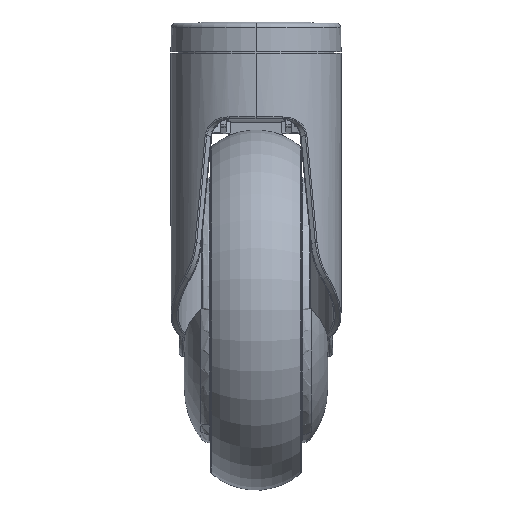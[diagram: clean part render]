
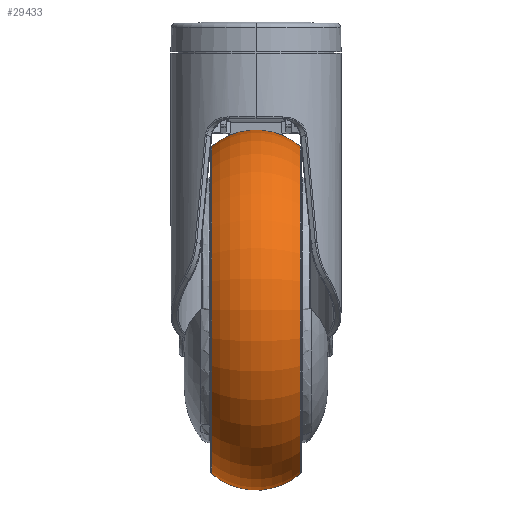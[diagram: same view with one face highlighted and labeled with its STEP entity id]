
A CAD part, top view. The second image highlights one B-rep face of the part: STEP entity #29433.
In plain terms, the highlighted toroidal (fillet/blend) face has major radius 39.5 mm and minor radius 24 mm.
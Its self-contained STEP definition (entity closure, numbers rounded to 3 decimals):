
#458 = ORIENTED_EDGE ( 'NONE', *, *, #18805, .F. ) ;
#538 = EDGE_CURVE ( 'NONE', #28068, #12401, #4592, .T. ) ;
#649 = ORIENTED_EDGE ( 'NONE', *, *, #20061, .F. ) ;
#1415 = CARTESIAN_POINT ( 'NONE',  ( 15.652, -57.694, 0. ) ) ;
#3464 = CARTESIAN_POINT ( 'NONE',  ( 15.652, 57.694, 0. ) ) ;
#3470 = CARTESIAN_POINT ( 'NONE',  ( -15.652, 57.694, 0. ) ) ;
#3975 = DIRECTION ( 'NONE',  ( 1., 0., 0. ) ) ;
#4592 = CIRCLE ( 'NONE', #4620, 57.694 ) ;
#4620 = AXIS2_PLACEMENT_3D ( 'NONE', #17893, #28085, #5242 ) ;
#4944 = CARTESIAN_POINT ( 'NONE',  ( 0., -39.5, 0. ) ) ;
#5242 = DIRECTION ( 'NONE',  ( 0., 1., 0. ) ) ;
#5574 = AXIS2_PLACEMENT_3D ( 'NONE', #7438, #17600, #27794 ) ;
#7438 = CARTESIAN_POINT ( 'NONE',  ( 0., 39.5, 0. ) ) ;
#7559 = ORIENTED_EDGE ( 'NONE', *, *, #20080, .T. ) ;
#8242 = ORIENTED_EDGE ( 'NONE', *, *, #538, .T. ) ;
#9820 = AXIS2_PLACEMENT_3D ( 'NONE', #4944, #15095, #25303 ) ;
#10034 = TOROIDAL_SURFACE ( 'NONE', #28679, 39.5, 24. ) ;
#11386 = AXIS2_PLACEMENT_3D ( 'NONE', #11493, #21680, #31838 ) ;
#11493 = CARTESIAN_POINT ( 'NONE',  ( 15.652, 0., 0. ) ) ;
#12401 = VERTEX_POINT ( 'NONE', #13581 ) ;
#13581 = CARTESIAN_POINT ( 'NONE',  ( -15.652, -57.694, 0. ) ) ;
#14147 = DIRECTION ( 'NONE',  ( 0., 1., 0. ) ) ;
#15095 = DIRECTION ( 'NONE',  ( 0., 0., 1. ) ) ;
#16431 = EDGE_LOOP ( 'NONE', ( #8242, #7559, #458, #649 ) ) ;
#17600 = DIRECTION ( 'NONE',  ( 0., 0., -1. ) ) ;
#17893 = CARTESIAN_POINT ( 'NONE',  ( -15.652, 0., 0. ) ) ;
#18805 = EDGE_CURVE ( 'NONE', #19429, #19724, #25796, .T. ) ;
#19429 = VERTEX_POINT ( 'NONE', #3464 ) ;
#19724 = VERTEX_POINT ( 'NONE', #1415 ) ;
#19939 = CIRCLE ( 'NONE', #5574, 24. ) ;
#20061 = EDGE_CURVE ( 'NONE', #28068, #19429, #19939, .T. ) ;
#20080 = EDGE_CURVE ( 'NONE', #12401, #19724, #24236, .T. ) ;
#21680 = DIRECTION ( 'NONE',  ( 1., 0., 0. ) ) ;
#24236 = CIRCLE ( 'NONE', #9820, 24. ) ;
#25303 = DIRECTION ( 'NONE',  ( 0., -1., 0. ) ) ;
#25796 = CIRCLE ( 'NONE', #11386, 57.694 ) ;
#26831 = CARTESIAN_POINT ( 'NONE',  ( 0., 0., 0. ) ) ;
#27794 = DIRECTION ( 'NONE',  ( -1., 0., 0. ) ) ;
#28068 = VERTEX_POINT ( 'NONE', #3470 ) ;
#28085 = DIRECTION ( 'NONE',  ( 1., 0., 0. ) ) ;
#28679 = AXIS2_PLACEMENT_3D ( 'NONE', #26831, #3975, #14147 ) ;
#29327 = FACE_OUTER_BOUND ( 'NONE', #16431, .T. ) ;
#29433 = ADVANCED_FACE ( 'NONE', ( #29327 ), #10034, .T. ) ;
#31838 = DIRECTION ( 'NONE',  ( 0., 1., 0. ) ) ;
